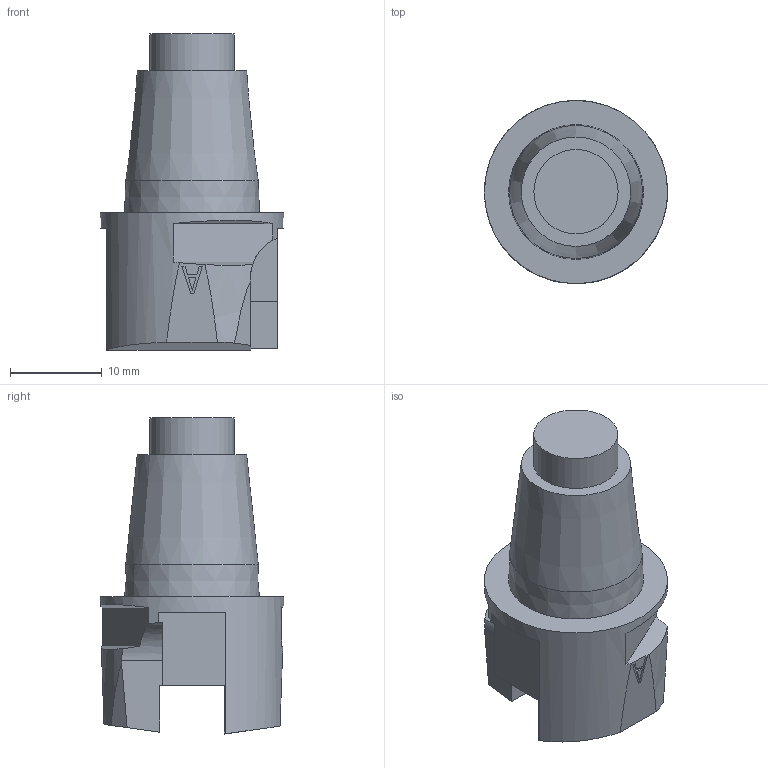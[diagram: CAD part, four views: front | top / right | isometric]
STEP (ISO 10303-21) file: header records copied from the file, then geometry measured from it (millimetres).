
FILE_DESCRIPTION(/* description */ (''),/* implementation_level */ '2;1');
FILE_NAME(/* name */ '1545053856254.stp',/* time_stamp */ '2018-12-17T14:37:53+01:00',/* author */ (''),/* organization */ ('SMS'),/* preprocessor_version */ 'ST-DEVELOPER v15',/* originating_system */ 'SIEMENS PLM Software NX 8.5',/* authorisation */ '');
FILE_SCHEMA (('AUTOMOTIVE_DESIGN { 1 0 10303 214 3 1 1 1 }'));
Length unit declared in the file: millimetre
Products named in the file (1): 200948219mod000_01
Bounding box: 20 x 20 x 34.5 mm (x, y, z)
Volume: 6024.3 mm3; surface area: 2383.2 mm2
Topology: 1 solids, 1 shells, 61 faces, 157 edges, 109 vertices
Faces by surface type: plane 45, extrusion 8, cylinder 6, cone 2
Full cylindrical faces by diameter (mm): 9.2 x1, 20 x1
Entity records: 2100 total; most frequent: CARTESIAN_POINT 634, ORIENTED_EDGE 300, DIRECTION 256, EDGE_CURVE 150, VERTEX_POINT 102, AXIS2_PLACEMENT_3D 88, VECTOR 80, LINE 72
